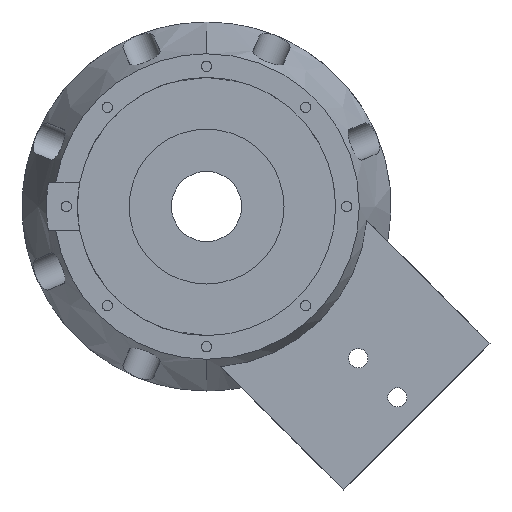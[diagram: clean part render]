
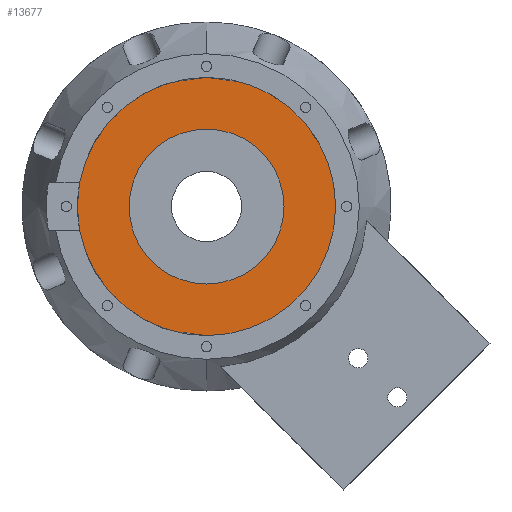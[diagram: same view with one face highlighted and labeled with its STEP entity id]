
A CAD part, left-side view. The second image highlights one B-rep face of the part: STEP entity #13677.
In plain terms, the highlighted planar face has unit normal (-1, 0, 0).
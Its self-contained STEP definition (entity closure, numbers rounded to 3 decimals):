
#2099 = EDGE_CURVE ( 'NONE', #24714, #15477, #15994, .T. ) ;
#2168 = AXIS2_PLACEMENT_3D ( 'NONE', #24355, #17047, #12710 ) ;
#2295 = AXIS2_PLACEMENT_3D ( 'NONE', #23522, #21221, #6015 ) ;
#3821 = CIRCLE ( 'NONE', #18892, 21. ) ;
#4019 = EDGE_CURVE ( 'NONE', #12215, #24132, #12493, .T. ) ;
#4256 = FACE_BOUND ( 'NONE', #15298, .T. ) ;
#5788 = DIRECTION ( 'NONE',  ( -1., 0., 0. ) ) ;
#6015 = DIRECTION ( 'NONE',  ( 0., 0., 1. ) ) ;
#7167 = ORIENTED_EDGE ( 'NONE', *, *, #2099, .T. ) ;
#7851 = ORIENTED_EDGE ( 'NONE', *, *, #17548, .T. ) ;
#9950 = CARTESIAN_POINT ( 'NONE',  ( -4.35, 0., 35. ) ) ;
#10945 = DIRECTION ( 'NONE',  ( 0., 0., 1. ) ) ;
#11065 = DIRECTION ( 'NONE',  ( -1., 0., 0. ) ) ;
#11131 = EDGE_LOOP ( 'NONE', ( #13041, #7167 ) ) ;
#11567 = ORIENTED_EDGE ( 'NONE', *, *, #4019, .T. ) ;
#12215 = VERTEX_POINT ( 'NONE', #13426 ) ;
#12493 = CIRCLE ( 'NONE', #2295, 21. ) ;
#12670 = DIRECTION ( 'NONE',  ( 0., 0., 1. ) ) ;
#12710 = DIRECTION ( 'NONE',  ( 0., 0., 1. ) ) ;
#13041 = ORIENTED_EDGE ( 'NONE', *, *, #20780, .T. ) ;
#13225 = CARTESIAN_POINT ( 'NONE',  ( -4.35, 0., 0. ) ) ;
#13426 = CARTESIAN_POINT ( 'NONE',  ( -4.35, 0., 21. ) ) ;
#13677 = ADVANCED_FACE ( 'NONE', ( #21765, #4256 ), #17918, .T. ) ;
#13962 = AXIS2_PLACEMENT_3D ( 'NONE', #13225, #11065, #10945 ) ;
#14000 = CIRCLE ( 'NONE', #2168, 35. ) ;
#14973 = DIRECTION ( 'NONE',  ( 1., 0., 0. ) ) ;
#15298 = EDGE_LOOP ( 'NONE', ( #11567, #7851 ) ) ;
#15477 = VERTEX_POINT ( 'NONE', #9950 ) ;
#15994 = CIRCLE ( 'NONE', #13962, 35. ) ;
#17047 = DIRECTION ( 'NONE',  ( -1., 0., 0. ) ) ;
#17404 = AXIS2_PLACEMENT_3D ( 'NONE', #23296, #5788, #12670 ) ;
#17548 = EDGE_CURVE ( 'NONE', #24132, #12215, #3821, .T. ) ;
#17918 = PLANE ( 'NONE',  #17404 ) ;
#18351 = CARTESIAN_POINT ( 'NONE',  ( -4.35, 0., -21. ) ) ;
#18892 = AXIS2_PLACEMENT_3D ( 'NONE', #22657, #14973, #24567 ) ;
#19816 = CARTESIAN_POINT ( 'NONE',  ( -4.35, 0., -35. ) ) ;
#20780 = EDGE_CURVE ( 'NONE', #15477, #24714, #14000, .T. ) ;
#21221 = DIRECTION ( 'NONE',  ( 1., 0., 0. ) ) ;
#21765 = FACE_OUTER_BOUND ( 'NONE', #11131, .T. ) ;
#22657 = CARTESIAN_POINT ( 'NONE',  ( -4.35, 0., 0. ) ) ;
#23296 = CARTESIAN_POINT ( 'NONE',  ( -4.35, 0., 0. ) ) ;
#23522 = CARTESIAN_POINT ( 'NONE',  ( -4.35, 0., 0. ) ) ;
#24132 = VERTEX_POINT ( 'NONE', #18351 ) ;
#24355 = CARTESIAN_POINT ( 'NONE',  ( -4.35, 0., 0. ) ) ;
#24567 = DIRECTION ( 'NONE',  ( 0., 0., 1. ) ) ;
#24714 = VERTEX_POINT ( 'NONE', #19816 ) ;
